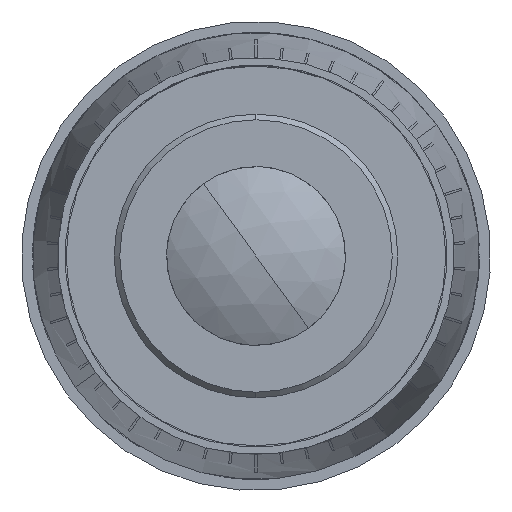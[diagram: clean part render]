
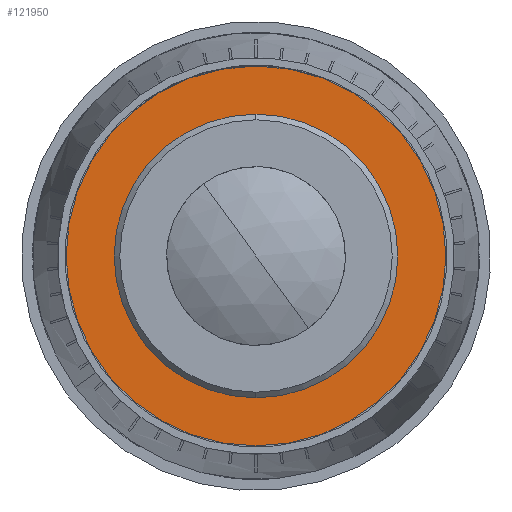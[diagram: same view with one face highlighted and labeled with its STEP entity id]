
A CAD part, left-side view. The second image highlights one B-rep face of the part: STEP entity #121950.
In plain terms, the highlighted planar face has unit normal (-1, 0, 0).
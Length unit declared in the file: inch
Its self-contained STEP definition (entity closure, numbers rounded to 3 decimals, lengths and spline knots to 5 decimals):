
#39844 = DIRECTION ( 'NONE',  ( 0., 0., 1. ) ) ;
#39845 = DIRECTION ( 'NONE',  ( -1., 0., 0. ) ) ;
#39846 = CARTESIAN_POINT ( 'NONE',  ( -0.9527, 0.74615, -0.51838 ) ) ;
#39847 = AXIS2_PLACEMENT_3D ( 'NONE', #39846, #39845, #39844 ) ;
#39883 = CIRCLE ( 'NONE', #39847, 0.33415 ) ;
#39887 = CARTESIAN_POINT ( 'NONE',  ( -0.9527, 0.74365, -0.18424 ) ) ;
#39993 = AXIS2_PLACEMENT_3D ( 'NONE', #40056, #40054, #40051 ) ;
#40002 = CIRCLE ( 'NONE', #39993, 0.25 ) ;
#40051 = DIRECTION ( 'NONE',  ( 0., 0., 1. ) ) ;
#40054 = DIRECTION ( 'NONE',  ( -1., 0., 0. ) ) ;
#40056 = CARTESIAN_POINT ( 'NONE',  ( -0.9527, 0.74615, -0.51838 ) ) ;
#40421 = CARTESIAN_POINT ( 'NONE',  ( -0.9527, 0.74615, -0.26838 ) ) ;
#40431 = CARTESIAN_POINT ( 'NONE',  ( -0.9527, 0.74615, -0.76838 ) ) ;
#105202 = VERTEX_POINT ( 'NONE', #39887 ) ;
#105207 = EDGE_CURVE ( 'NONE', #105202, #125618, #39883, .T. ) ;
#105261 = EDGE_CURVE ( 'NONE', #105347, #105350, #40002, .T. ) ;
#105347 = VERTEX_POINT ( 'NONE', #40421 ) ;
#105350 = VERTEX_POINT ( 'NONE', #40431 ) ;
#115687 = ORIENTED_EDGE ( 'NONE', *, *, #121920, .T. ) ;
#115702 = ORIENTED_EDGE ( 'NONE', *, *, #121965, .F. ) ;
#119261 = AXIS2_PLACEMENT_3D ( 'NONE', #119295, #119418, #119416 ) ;
#119263 = CARTESIAN_POINT ( 'NONE',  ( -0.9527, 0.74865, -0.18374 ) ) ;
#119283 = CARTESIAN_POINT ( 'NONE',  ( -0.9527, 0.74365, -0.18374 ) ) ;
#119293 = CIRCLE ( 'NONE', #119261, 0.33415 ) ;
#119295 = CARTESIAN_POINT ( 'NONE',  ( -0.9527, 0.74615, -0.51838 ) ) ;
#119416 = DIRECTION ( 'NONE',  ( 0., 0., 1. ) ) ;
#119418 = DIRECTION ( 'NONE',  ( -1., 0., 0. ) ) ;
#119470 = CARTESIAN_POINT ( 'NONE',  ( -0.9527, 0.74615, -0.51838 ) ) ;
#119473 = CARTESIAN_POINT ( 'NONE',  ( -0.9527, 0.74864, -0.18424 ) ) ;
#119512 = CIRCLE ( 'NONE', #119574, 0.33465 ) ;
#119518 = FACE_OUTER_BOUND ( 'NONE', #121712, .T. ) ;
#119522 = CARTESIAN_POINT ( 'NONE',  ( -0.9527, 0.74365, -0.18374 ) ) ;
#119556 = DIRECTION ( 'NONE',  ( 0., 0., 1. ) ) ;
#119558 = DIRECTION ( 'NONE',  ( -1., 0., 0. ) ) ;
#119560 = CARTESIAN_POINT ( 'NONE',  ( -0.9527, 0.74865, -0.18374 ) ) ;
#119564 = AXIS2_PLACEMENT_3D ( 'NONE', #119629, #119627, #119625 ) ;
#119566 = PLANE ( 'NONE',  #119564 ) ;
#119568 = DIRECTION ( 'NONE',  ( 0., -0.007, 1. ) ) ;
#119569 = VECTOR ( 'NONE', #119568, 39.37008 ) ;
#119573 = FACE_BOUND ( 'NONE', #122138, .T. ) ;
#119574 = AXIS2_PLACEMENT_3D ( 'NONE', #119470, #119558, #119556 ) ;
#119576 = LINE ( 'NONE', #119522, #119569 ) ;
#119625 = DIRECTION ( 'NONE',  ( 0., 0., -1. ) ) ;
#119627 = DIRECTION ( 'NONE',  ( 1., 0., 0. ) ) ;
#119629 = CARTESIAN_POINT ( 'NONE',  ( -0.9527, 1.08079, -0.51838 ) ) ;
#119634 = CIRCLE ( 'NONE', #119746, 0.25 ) ;
#119729 = DIRECTION ( 'NONE',  ( 0., 0.007, 1. ) ) ;
#119730 = VECTOR ( 'NONE', #119729, 39.37008 ) ;
#119740 = LINE ( 'NONE', #119560, #119730 ) ;
#119741 = DIRECTION ( 'NONE',  ( 0., 0., 1. ) ) ;
#119743 = DIRECTION ( 'NONE',  ( -1., 0., 0. ) ) ;
#119745 = CARTESIAN_POINT ( 'NONE',  ( -0.9527, 0.74615, -0.51838 ) ) ;
#119746 = AXIS2_PLACEMENT_3D ( 'NONE', #119745, #119743, #119741 ) ;
#121666 = VERTEX_POINT ( 'NONE', #119263 ) ;
#121675 = ORIENTED_EDGE ( 'NONE', *, *, #122010, .T. ) ;
#121712 = EDGE_LOOP ( 'NONE', ( #115687, #121938, #121863, #122154, #121675 ) ) ;
#121720 = EDGE_CURVE ( 'NONE', #125618, #122066, #119293, .T. ) ;
#121746 = VERTEX_POINT ( 'NONE', #119283 ) ;
#121863 = ORIENTED_EDGE ( 'NONE', *, *, #105207, .T. ) ;
#121905 = EDGE_CURVE ( 'NONE', #105202, #121746, #119576, .T. ) ;
#121920 = EDGE_CURVE ( 'NONE', #121666, #121746, #119512, .T. ) ;
#121938 = ORIENTED_EDGE ( 'NONE', *, *, #121905, .F. ) ;
#121950 = ADVANCED_FACE ( 'NONE', ( #119518, #119573 ), #119566, .F. ) ;
#121965 = EDGE_CURVE ( 'NONE', #105350, #105347, #119634, .T. ) ;
#122010 = EDGE_CURVE ( 'NONE', #122066, #121666, #119740, .T. ) ;
#122066 = VERTEX_POINT ( 'NONE', #119473 ) ;
#122094 = ORIENTED_EDGE ( 'NONE', *, *, #105261, .F. ) ;
#122138 = EDGE_LOOP ( 'NONE', ( #122094, #115702 ) ) ;
#122154 = ORIENTED_EDGE ( 'NONE', *, *, #121720, .T. ) ;
#123706 = CARTESIAN_POINT ( 'NONE',  ( -0.9527, 0.74615, -0.18423 ) ) ;
#125618 = VERTEX_POINT ( 'NONE', #123706 ) ;
